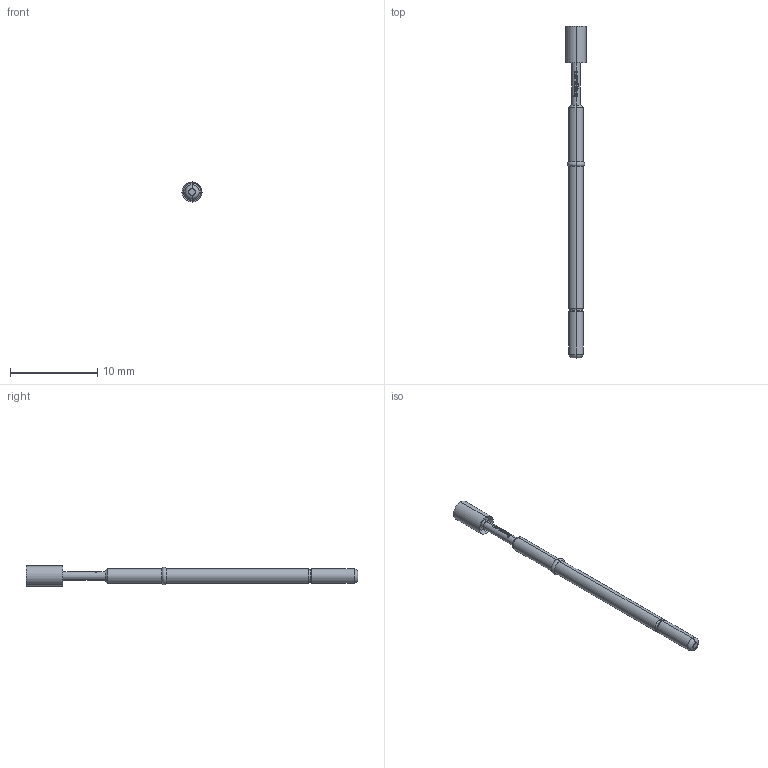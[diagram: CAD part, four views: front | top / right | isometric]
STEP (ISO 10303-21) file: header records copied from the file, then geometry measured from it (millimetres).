
FILE_DESCRIPTION (( 'STEP AP203' ), '1' );
FILE_NAME ('INGUN_GKS-112_003_230_A_xx07.STEP', '2022-01-10T08:16:23', ( 'ochi' ), ( '' ), 'SwSTEP 2.0', 'SolidWorks 2018', '' );
FILE_SCHEMA (( 'CONFIG_CONTROL_DESIGN' ));
Length unit declared in the file: millimetre
Products named in the file (1): INGUN_GKS-112_003_230_A_xx07
Bounding box: 2.3 x 38.1 x 2.3 mm (x, y, z)
Volume: 79.5 mm3; surface area: 215.6 mm2
Topology: 1 solids, 2 shells, 121 faces, 320 edges, 205 vertices
Faces by surface type: plane 46, cylinder 35, bspline 22, cone 10, torus 8
Entity records: 4093 total; most frequent: CARTESIAN_POINT 1145, ORIENTED_EDGE 636, DIRECTION 560, EDGE_CURVE 318, AXIS2_PLACEMENT_3D 228, VERTEX_POINT 205, CIRCLE 128, EDGE_LOOP 127
